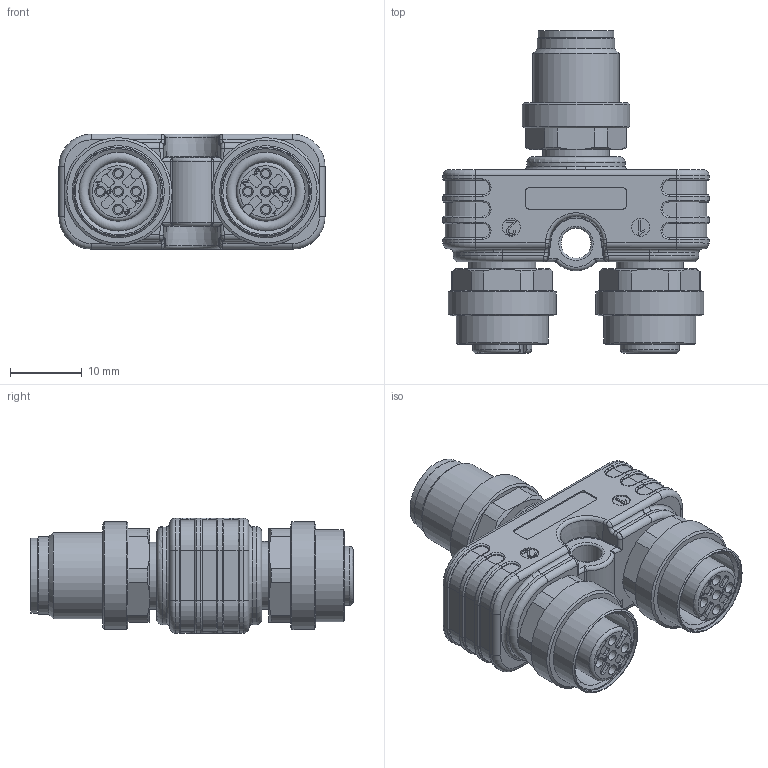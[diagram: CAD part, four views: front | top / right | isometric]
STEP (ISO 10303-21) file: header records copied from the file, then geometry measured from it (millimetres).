
FILE_DESCRIPTION(/* description */ (''),/* implementation_level */ '2;1');
FILE_NAME(/* name */ 'Y-WASS5-2WAKS5_stp.stp',/* time_stamp */ '2017-01-11T12:53:28+01:00',/* author */ (''),/* organization */ (''),/* preprocessor_version */ 'ST-DEVELOPER v16',/* originating_system */ 'SIEMENS PLM Software NX 10.0',/* authorisation */ '');
FILE_SCHEMA (('AUTOMOTIVE_DESIGN { 1 0 10303 214 3 1 1 1 }'));
Length unit declared in the file: millimetre
Products named in the file (1): Y-WASS5-2WAKS5_stp
Bounding box: 37 x 44.8 x 16.1 mm (x, y, z)
Volume: 11342.1 mm3; surface area: 6248.1 mm2
Topology: 1 solids, 1 shells, 832 faces, 2082 edges, 1309 vertices
Faces by surface type: plane 301, cylinder 252, extrusion 124, torus 73, cone 41, bspline 36, sphere 5
Full cylindrical faces by diameter (mm): 1 x5, 1.15 x10, 2 x1, 2.5 x4, 4.2 x1, 8.3 x1, 9.3 x3, 10.5 x1, 10.8 x1, 10.95 x2, 12 x1, 12.3 x2, 12.8 x2, 13.65 x1, 15 x3
Entity records: 25831 total; most frequent: CARTESIAN_POINT 6664, ORIENTED_EDGE 3968, DIRECTION 3775, EDGE_CURVE 1984, AXIS2_PLACEMENT_3D 1324, VERTEX_POINT 1289, VECTOR 1127, LINE 1003
